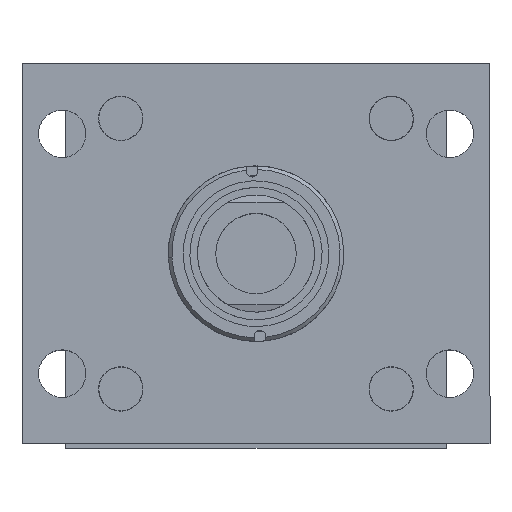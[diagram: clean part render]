
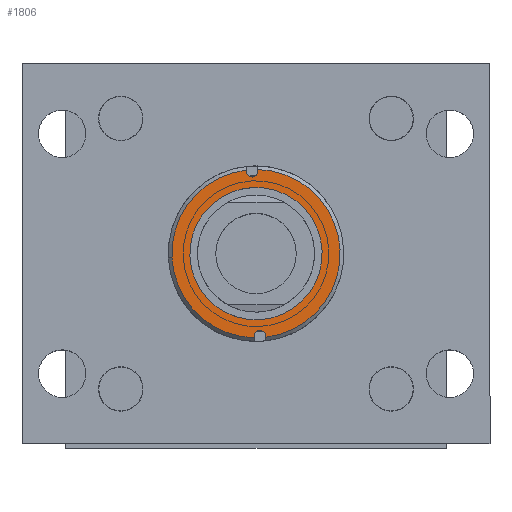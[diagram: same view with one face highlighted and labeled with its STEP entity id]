
A CAD part, top view. The second image highlights one B-rep face of the part: STEP entity #1806.
In plain terms, the highlighted planar face has unit normal (0, 0, 1).
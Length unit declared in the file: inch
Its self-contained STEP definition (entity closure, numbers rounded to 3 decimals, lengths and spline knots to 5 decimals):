
#172 = VERTEX_POINT ( 'NONE', #8040 ) ;
#177 = AXIS2_PLACEMENT_3D ( 'NONE', #4364, #4294, #4264 ) ;
#309 = VECTOR ( 'NONE', #10220, 39.37008 ) ;
#439 = EDGE_CURVE ( 'NONE', #5545, #6405, #8638, .T. ) ;
#476 = VECTOR ( 'NONE', #3192, 39.37008 ) ;
#534 = EDGE_CURVE ( 'NONE', #4897, #4604, #8132, .T. ) ;
#542 = ORIENTED_EDGE ( 'NONE', *, *, #9806, .F. ) ;
#584 = CIRCLE ( 'NONE', #944, 1.438 ) ;
#721 = CARTESIAN_POINT ( 'NONE',  ( 19.3411, 43.55073, -2.93519 ) ) ;
#944 = AXIS2_PLACEMENT_3D ( 'NONE', #9851, #5056, #2619 ) ;
#993 = EDGE_CURVE ( 'NONE', #6748, #172, #7240, .T. ) ;
#1072 = ORIENTED_EDGE ( 'NONE', *, *, #4334, .F. ) ;
#1161 = CARTESIAN_POINT ( 'NONE',  ( 20.37814, 42.4197, -2.93519 ) ) ;
#1190 = FACE_BOUND ( 'NONE', #9554, .T. ) ;
#1378 = EDGE_CURVE ( 'NONE', #172, #4897, #4208, .T. ) ;
#1597 = DIRECTION ( 'NONE',  ( 0., 1., 0. ) ) ;
#1647 = CARTESIAN_POINT ( 'NONE',  ( 19.1531, 43.55073, -2.93519 ) ) ;
#1711 = VECTOR ( 'NONE', #1597, 39.37008 ) ;
#1800 = EDGE_CURVE ( 'NONE', #4448, #6748, #5697, .T. ) ;
#1802 = CARTESIAN_POINT ( 'NONE',  ( 19.3411, 40.98477, -2.93519 ) ) ;
#1804 = CARTESIAN_POINT ( 'NONE',  ( 18.11607, 42.4197, -2.93519 ) ) ;
#1806 = ADVANCED_FACE ( 'NONE', ( #1190, #9484 ), #8253, .T. ) ;
#1905 = ORIENTED_EDGE ( 'NONE', *, *, #5303, .T. ) ;
#1970 = AXIS2_PLACEMENT_3D ( 'NONE', #2571, #2546, #4076 ) ;
#1981 = CARTESIAN_POINT ( 'NONE',  ( 19.3411, 43.85462, -2.93519 ) ) ;
#1999 = AXIS2_PLACEMENT_3D ( 'NONE', #4821, #10338, #6293 ) ;
#2120 = CIRCLE ( 'NONE', #9326, 0.094 ) ;
#2274 = VERTEX_POINT ( 'NONE', #5796 ) ;
#2546 = DIRECTION ( 'NONE',  ( 0., 0., 1. ) ) ;
#2571 = CARTESIAN_POINT ( 'NONE',  ( 19.2471, 41.0137, -2.93519 ) ) ;
#2619 = DIRECTION ( 'NONE',  ( -1., 0., 0. ) ) ;
#2785 = CARTESIAN_POINT ( 'NONE',  ( 19.2471, 42.4197, -2.93519 ) ) ;
#2808 = DIRECTION ( 'NONE',  ( -1., 0., 0. ) ) ;
#2839 = CARTESIAN_POINT ( 'NONE',  ( 19.3411, 43.8257, -2.93519 ) ) ;
#3115 = LINE ( 'NONE', #721, #476 ) ;
#3192 = DIRECTION ( 'NONE',  ( 0., -1., 0. ) ) ;
#3230 = VECTOR ( 'NONE', #9428, 39.37008 ) ;
#3285 = EDGE_CURVE ( 'NONE', #6405, #5545, #4135, .T. ) ;
#3303 = EDGE_CURVE ( 'NONE', #2274, #4610, #2120, .T. ) ;
#3460 = ORIENTED_EDGE ( 'NONE', *, *, #8830, .T. ) ;
#3665 = CARTESIAN_POINT ( 'NONE',  ( 19.1531, 43.85462, -2.93519 ) ) ;
#4076 = DIRECTION ( 'NONE',  ( 1., 0., 0. ) ) ;
#4135 = CIRCLE ( 'NONE', #1999, 1.13104 ) ;
#4208 = CIRCLE ( 'NONE', #9571, 1.438 ) ;
#4216 = DIRECTION ( 'NONE',  ( 1., 0., 0. ) ) ;
#4264 = DIRECTION ( 'NONE',  ( -1., 0., 0. ) ) ;
#4294 = DIRECTION ( 'NONE',  ( 0., 0., -1. ) ) ;
#4334 = EDGE_CURVE ( 'NONE', #4610, #7281, #6989, .T. ) ;
#4364 = CARTESIAN_POINT ( 'NONE',  ( 19.2471, 42.4197, -2.93519 ) ) ;
#4448 = VERTEX_POINT ( 'NONE', #9768 ) ;
#4553 = DIRECTION ( 'NONE',  ( 0., 0., -1. ) ) ;
#4604 = VERTEX_POINT ( 'NONE', #3665 ) ;
#4610 = VERTEX_POINT ( 'NONE', #2839 ) ;
#4821 = CARTESIAN_POINT ( 'NONE',  ( 19.2471, 42.4197, -2.93519 ) ) ;
#4897 = VERTEX_POINT ( 'NONE', #7200 ) ;
#4978 = ORIENTED_EDGE ( 'NONE', *, *, #439, .T. ) ;
#5056 = DIRECTION ( 'NONE',  ( 0., 0., -1. ) ) ;
#5303 = EDGE_CURVE ( 'NONE', #2274, #4604, #9132, .T. ) ;
#5502 = ORIENTED_EDGE ( 'NONE', *, *, #993, .F. ) ;
#5545 = VERTEX_POINT ( 'NONE', #1804 ) ;
#5685 = CARTESIAN_POINT ( 'NONE',  ( 19.2471, 43.55073, -2.93519 ) ) ;
#5697 = CIRCLE ( 'NONE', #1970, 0.094 ) ;
#5796 = CARTESIAN_POINT ( 'NONE',  ( 19.1531, 43.8257, -2.93519 ) ) ;
#6293 = DIRECTION ( 'NONE',  ( -1., 0., 0. ) ) ;
#6323 = ORIENTED_EDGE ( 'NONE', *, *, #3285, .T. ) ;
#6405 = VERTEX_POINT ( 'NONE', #1161 ) ;
#6418 = ORIENTED_EDGE ( 'NONE', *, *, #3303, .F. ) ;
#6748 = VERTEX_POINT ( 'NONE', #9901 ) ;
#6802 = AXIS2_PLACEMENT_3D ( 'NONE', #8480, #4553, #9280 ) ;
#6822 = AXIS2_PLACEMENT_3D ( 'NONE', #5685, #7433, #4216 ) ;
#6943 = CARTESIAN_POINT ( 'NONE',  ( 19.1531, 43.55073, -2.93519 ) ) ;
#6989 = LINE ( 'NONE', #10235, #3230 ) ;
#7200 = CARTESIAN_POINT ( 'NONE',  ( 17.8091, 42.4197, -2.93519 ) ) ;
#7240 = LINE ( 'NONE', #6943, #309 ) ;
#7281 = VERTEX_POINT ( 'NONE', #1981 ) ;
#7433 = DIRECTION ( 'NONE',  ( 0., 0., 1. ) ) ;
#7621 = ORIENTED_EDGE ( 'NONE', *, *, #1378, .F. ) ;
#8011 = DIRECTION ( 'NONE',  ( 0., 0., 1. ) ) ;
#8040 = CARTESIAN_POINT ( 'NONE',  ( 19.1531, 40.98477, -2.93519 ) ) ;
#8043 = VERTEX_POINT ( 'NONE', #1802 ) ;
#8132 = CIRCLE ( 'NONE', #6802, 1.438 ) ;
#8253 = PLANE ( 'NONE',  #6822 ) ;
#8422 = DIRECTION ( 'NONE',  ( 0., 0., -1. ) ) ;
#8424 = ORIENTED_EDGE ( 'NONE', *, *, #534, .F. ) ;
#8480 = CARTESIAN_POINT ( 'NONE',  ( 19.2471, 42.4197, -2.93519 ) ) ;
#8638 = CIRCLE ( 'NONE', #177, 1.13104 ) ;
#8788 = ORIENTED_EDGE ( 'NONE', *, *, #1800, .F. ) ;
#8830 = EDGE_CURVE ( 'NONE', #4448, #8043, #3115, .T. ) ;
#9132 = LINE ( 'NONE', #1647, #1711 ) ;
#9280 = DIRECTION ( 'NONE',  ( -1., 0., 0. ) ) ;
#9326 = AXIS2_PLACEMENT_3D ( 'NONE', #10401, #8011, #9558 ) ;
#9428 = DIRECTION ( 'NONE',  ( 0., 1., 0. ) ) ;
#9484 = FACE_OUTER_BOUND ( 'NONE', #10066, .T. ) ;
#9554 = EDGE_LOOP ( 'NONE', ( #4978, #6323 ) ) ;
#9558 = DIRECTION ( 'NONE',  ( 1., 0., 0. ) ) ;
#9571 = AXIS2_PLACEMENT_3D ( 'NONE', #2785, #8422, #2808 ) ;
#9768 = CARTESIAN_POINT ( 'NONE',  ( 19.3411, 41.0137, -2.93519 ) ) ;
#9806 = EDGE_CURVE ( 'NONE', #7281, #8043, #584, .T. ) ;
#9851 = CARTESIAN_POINT ( 'NONE',  ( 19.2471, 42.4197, -2.93519 ) ) ;
#9901 = CARTESIAN_POINT ( 'NONE',  ( 19.1531, 41.0137, -2.93519 ) ) ;
#10066 = EDGE_LOOP ( 'NONE', ( #8788, #3460, #542, #1072, #6418, #1905, #8424, #7621, #5502 ) ) ;
#10220 = DIRECTION ( 'NONE',  ( 0., -1., 0. ) ) ;
#10235 = CARTESIAN_POINT ( 'NONE',  ( 19.3411, 43.55073, -2.93519 ) ) ;
#10338 = DIRECTION ( 'NONE',  ( 0., 0., -1. ) ) ;
#10401 = CARTESIAN_POINT ( 'NONE',  ( 19.2471, 43.8257, -2.93519 ) ) ;
